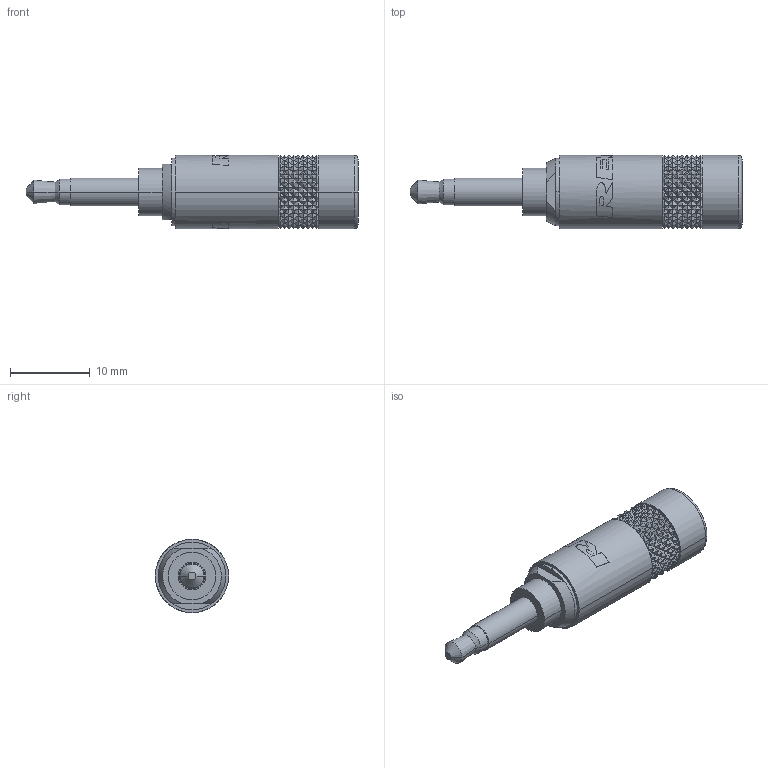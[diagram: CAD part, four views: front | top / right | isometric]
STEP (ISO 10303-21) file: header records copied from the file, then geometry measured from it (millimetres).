
FILE_DESCRIPTION((''),'2;1');
FILE_NAME('PRT0067','2021-03-17T',('zyj'),(''),'PRO/ENGINEER BY PARAMETRIC TECHNOLOGY CORPORATION, 2013040','PRO/ENGINEER BY PARAMETRIC TECHNOLOGY CORPORATION, 2013040','');
FILE_SCHEMA(('CONFIG_CONTROL_DESIGN','SHAPE_APPEARANCE_LAYERS_GROUPS'));
Products named in the file (1): PRT0067
Bounding box: 41.75 x 9.2 x 9.2 mm (x, y, z)
Volume: 1480 mm3; surface area: 1532.3 mm2
Topology: 1 solids, 2 shells, 1262 faces, 2578 edges, 1335 vertices
Faces by surface type: bspline 960, cylinder 206, plane 70, cone 18, torus 6, extrusion 2
Entity records: 50700 total; most frequent: CARTESIAN_POINT 32352, ORIENTED_EDGE 5152, EDGE_CURVE 2576, B_SPLINE_CURVE_WITH_KNOTS 2323, VERTEX_POINT 1335, EDGE_LOOP 1283, FACE_OUTER_BOUND 1262, ADVANCED_FACE 1262
